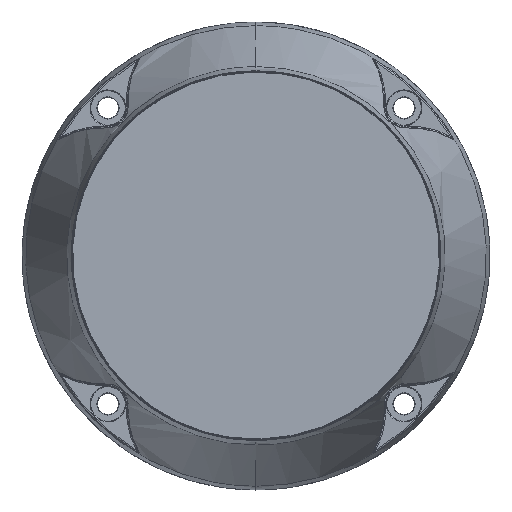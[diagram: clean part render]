
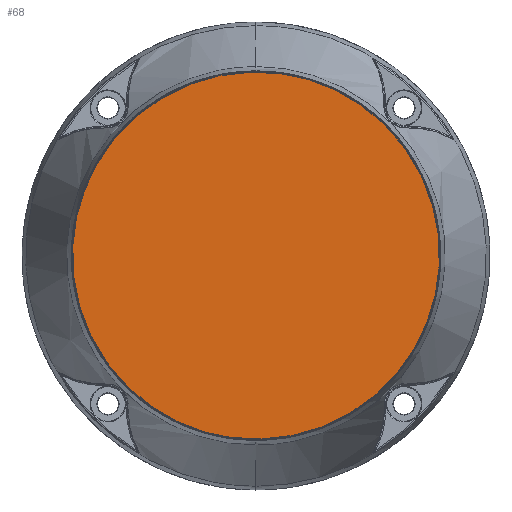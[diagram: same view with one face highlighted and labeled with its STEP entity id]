
A CAD part, top view. The second image highlights one B-rep face of the part: STEP entity #68.
In plain terms, the highlighted face is planar.
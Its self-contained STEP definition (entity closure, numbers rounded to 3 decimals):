
#68=ADVANCED_FACE('',(#223),#2038,.T.);
#223=FACE_OUTER_BOUND('',#379,.T.);
#379=EDGE_LOOP('',(#653,#654));
#653=ORIENTED_EDGE('',*,*,#1192,.T.);
#654=ORIENTED_EDGE('',*,*,#1249,.F.);
#1192=EDGE_CURVE('',#1853,#1854,#1634,.T.);
#1249=EDGE_CURVE('',#1853,#1854,#1681,.T.);
#1634=(
BOUNDED_CURVE()
B_SPLINE_CURVE(2,(#2874,#2875,#2876,#2877,#2878),.UNSPECIFIED.,.F.,.F.)
B_SPLINE_CURVE_WITH_KNOTS((3,2,3),(0.,117.796,235.592),
 .UNSPECIFIED.)
CURVE()
GEOMETRIC_REPRESENTATION_ITEM()
RATIONAL_B_SPLINE_CURVE((1.,0.707,1.,0.707,1.))
REPRESENTATION_ITEM('')
);
#1681=(
BOUNDED_CURVE()
B_SPLINE_CURVE(2,(#3089,#3090,#3091,#3092,#3093),.UNSPECIFIED.,.F.,.F.)
B_SPLINE_CURVE_WITH_KNOTS((3,2,3),(-235.592,-117.796,
0.),.UNSPECIFIED.)
CURVE()
GEOMETRIC_REPRESENTATION_ITEM()
RATIONAL_B_SPLINE_CURVE((1.,0.707,1.,0.707,1.))
REPRESENTATION_ITEM('')
);
#1853=VERTEX_POINT('',#2797);
#1854=VERTEX_POINT('',#2798);
#2038=PLANE('',#2285);
#2285=AXIS2_PLACEMENT_3D('',#2787,#2341,$);
#2341=DIRECTION('',(0.,0.,-1.));
#2787=CARTESIAN_POINT('',(76.491,76.491,102.663));
#2797=CARTESIAN_POINT('',(42.59,-61.723,102.663));
#2798=CARTESIAN_POINT('',(-42.59,61.723,102.663));
#2874=CARTESIAN_POINT('',(42.59,-61.723,102.663));
#2875=CARTESIAN_POINT('',(-19.133,-104.313,102.663));
#2876=CARTESIAN_POINT('',(-61.723,-42.59,102.663));
#2877=CARTESIAN_POINT('',(-104.313,19.133,102.663));
#2878=CARTESIAN_POINT('',(-42.59,61.723,102.663));
#3089=CARTESIAN_POINT('',(42.59,-61.723,102.663));
#3090=CARTESIAN_POINT('',(104.313,-19.133,102.663));
#3091=CARTESIAN_POINT('',(61.723,42.59,102.663));
#3092=CARTESIAN_POINT('',(19.133,104.313,102.663));
#3093=CARTESIAN_POINT('',(-42.59,61.723,102.663));
